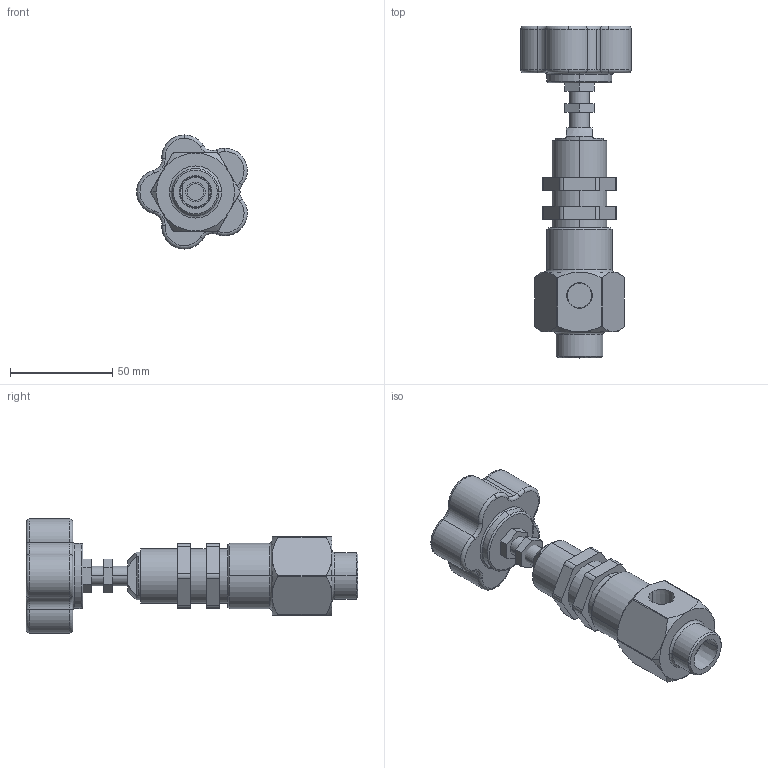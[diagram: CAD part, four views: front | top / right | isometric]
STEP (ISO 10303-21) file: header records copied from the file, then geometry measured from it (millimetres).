
FILE_DESCRIPTION (( 'STEP AP214' ), '1' );
FILE_NAME ('7350.STEP', '2016-09-19T14:23:10', ( '' ), ( '' ), 'SwSTEP 2.0', 'SolidWorks 2016', '' );
FILE_SCHEMA (( 'AUTOMOTIVE_DESIGN' ));
Length unit declared in the file: inch
Products named in the file (1): 7350
Bounding box: 54.02 x 162.01 x 55.67 mm (x, y, z)
Surface area: 27846.6 mm2 (no closed solid volume)
Topology: 0 solids, 7 shells, 162 faces, 414 edges, 268 vertices
Faces by surface type: cylinder 52, plane 51, torus 34, cone 25
Entity records: 7429 total; most frequent: CARTESIAN_POINT 1263, DIRECTION 920, ORIENTED_EDGE 790, EDGE_CURVE 414, AXIS2_PLACEMENT_3D 385, VERTEX_POINT 268, CIRCLE 222, EDGE_LOOP 179
